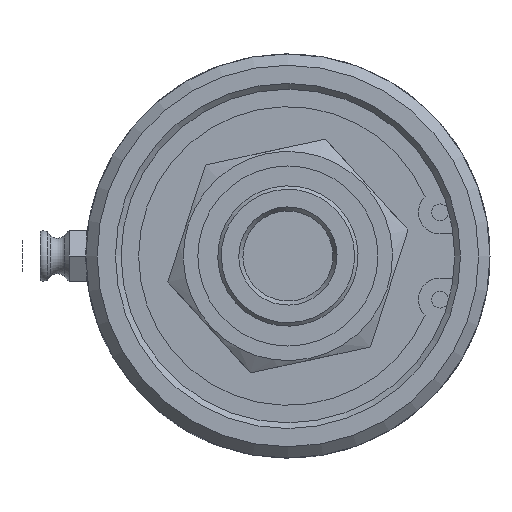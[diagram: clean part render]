
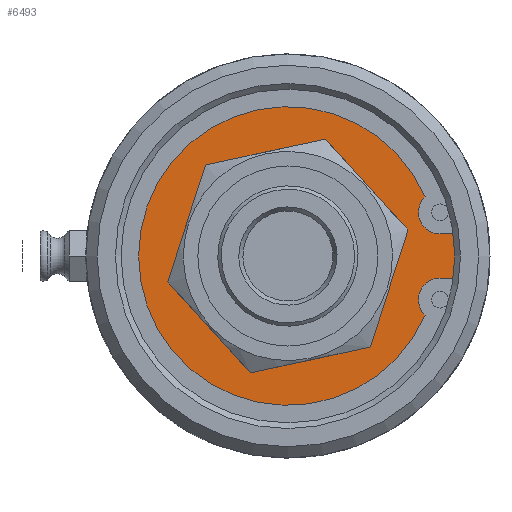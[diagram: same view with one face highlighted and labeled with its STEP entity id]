
A CAD part, left-side view. The second image highlights one B-rep face of the part: STEP entity #6493.
In plain terms, the highlighted planar face has unit normal (-1, 0, 0).
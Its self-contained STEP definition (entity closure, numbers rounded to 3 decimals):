
#104=FACE_BOUND('',#1842,.T.);
#546=LINE('',#14036,#907);
#551=LINE('',#14054,#912);
#907=VECTOR('',#7845,10.);
#912=VECTOR('',#7860,10.);
#1100=PLANE('',#6955);
#1434=FACE_OUTER_BOUND('',#1841,.T.);
#1841=EDGE_LOOP('',(#5780,#5781,#5782,#5783,#5784,#5785));
#1842=EDGE_LOOP('',(#5786,#5787));
#2359=CIRCLE('',#6832,3.048);
#2360=CIRCLE('',#6834,3.048);
#2361=CIRCLE('',#6836,21.057);
#2385=CIRCLE('',#6878,13.9);
#2386=CIRCLE('',#6879,13.9);
#2425=CIRCLE('',#6956,25.375);
#2952=VERTEX_POINT('',#14033);
#2953=VERTEX_POINT('',#14035);
#2957=VERTEX_POINT('',#14051);
#2958=VERTEX_POINT('',#14053);
#2959=VERTEX_POINT('',#14057);
#2960=VERTEX_POINT('',#14061);
#2995=VERTEX_POINT('',#14190);
#2996=VERTEX_POINT('',#14191);
#3823=EDGE_CURVE('',#2953,#2952,#546,.T.);
#3831=EDGE_CURVE('',#2958,#2957,#551,.T.);
#3833=EDGE_CURVE('',#2959,#2953,#2359,.T.);
#3835=EDGE_CURVE('',#2957,#2960,#2360,.T.);
#3837=EDGE_CURVE('',#2960,#2959,#2361,.T.);
#3886=EDGE_CURVE('',#2995,#2996,#2385,.T.);
#3887=EDGE_CURVE('',#2996,#2995,#2386,.T.);
#3966=EDGE_CURVE('',#2952,#2958,#2425,.T.);
#5780=ORIENTED_EDGE('',*,*,#3823,.T.);
#5781=ORIENTED_EDGE('',*,*,#3966,.T.);
#5782=ORIENTED_EDGE('',*,*,#3831,.T.);
#5783=ORIENTED_EDGE('',*,*,#3835,.T.);
#5784=ORIENTED_EDGE('',*,*,#3837,.T.);
#5785=ORIENTED_EDGE('',*,*,#3833,.T.);
#5786=ORIENTED_EDGE('',*,*,#3886,.T.);
#5787=ORIENTED_EDGE('',*,*,#3887,.T.);
#6493=ADVANCED_FACE('',(#1434,#104),#1100,.F.);
#6832=AXIS2_PLACEMENT_3D('',#14058,#7864,#7865);
#6834=AXIS2_PLACEMENT_3D('',#14062,#7869,#7870);
#6836=AXIS2_PLACEMENT_3D('',#14065,#7874,#7875);
#6878=AXIS2_PLACEMENT_3D('',#14192,#7971,#7972);
#6879=AXIS2_PLACEMENT_3D('',#14193,#7973,#7974);
#6955=AXIS2_PLACEMENT_3D('',#14373,#8163,#8164);
#6956=AXIS2_PLACEMENT_3D('',#14374,#8165,#8166);
#7845=DIRECTION('',(0.,-1.,0.));
#7860=DIRECTION('',(0.,1.,0.));
#7864=DIRECTION('center_axis',(1.,0.,0.));
#7865=DIRECTION('ref_axis',(0.,0.,1.));
#7869=DIRECTION('center_axis',(1.,0.,0.));
#7870=DIRECTION('ref_axis',(0.,-0.961,0.276));
#7874=DIRECTION('center_axis',(-1.,0.,0.));
#7875=DIRECTION('ref_axis',(0.,0.,-1.));
#7971=DIRECTION('center_axis',(1.,0.,0.));
#7972=DIRECTION('ref_axis',(0.,-0.952,-0.306));
#7973=DIRECTION('center_axis',(1.,0.,0.));
#7974=DIRECTION('ref_axis',(0.,-0.952,-0.306));
#8163=DIRECTION('center_axis',(1.,0.,0.));
#8164=DIRECTION('ref_axis',(0.,0.,-1.));
#8165=DIRECTION('center_axis',(-1.,0.,0.));
#8166=DIRECTION('ref_axis',(0.,1.,0.));
#14033=CARTESIAN_POINT('',(3.978,-25.184,-3.112));
#14035=CARTESIAN_POINT('',(3.978,-21.461,-3.112));
#14036=CARTESIAN_POINT('',(3.978,-3.137,-3.112));
#14051=CARTESIAN_POINT('',(3.978,-21.461,3.112));
#14053=CARTESIAN_POINT('',(3.978,-25.184,3.112));
#14054=CARTESIAN_POINT('',(3.978,-1.275,3.112));
#14057=CARTESIAN_POINT('',(3.978,-19.334,-8.343));
#14058=CARTESIAN_POINT('Origin',(3.978,-21.461,-6.16));
#14061=CARTESIAN_POINT('',(3.978,-19.334,8.343));
#14062=CARTESIAN_POINT('Origin',(3.978,-21.461,6.16));
#14065=CARTESIAN_POINT('Origin',(3.978,0.,0.));
#14190=CARTESIAN_POINT('',(3.978,-13.234,-4.251));
#14191=CARTESIAN_POINT('',(3.978,13.234,4.251));
#14192=CARTESIAN_POINT('Origin',(3.978,0.,0.));
#14193=CARTESIAN_POINT('Origin',(3.978,0.,0.));
#14373=CARTESIAN_POINT('Origin',(3.978,18.91,0.));
#14374=CARTESIAN_POINT('Origin',(3.978,0.,0.));
